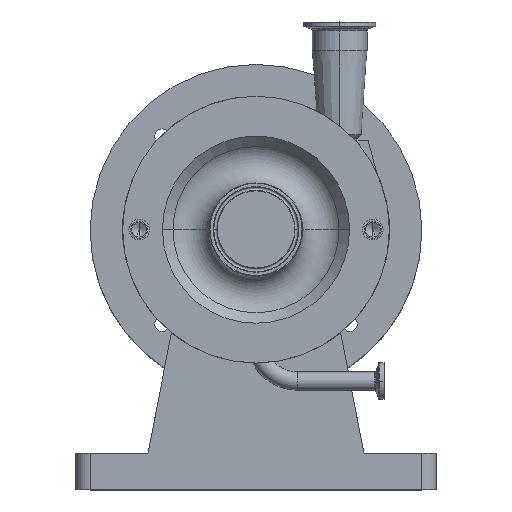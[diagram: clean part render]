
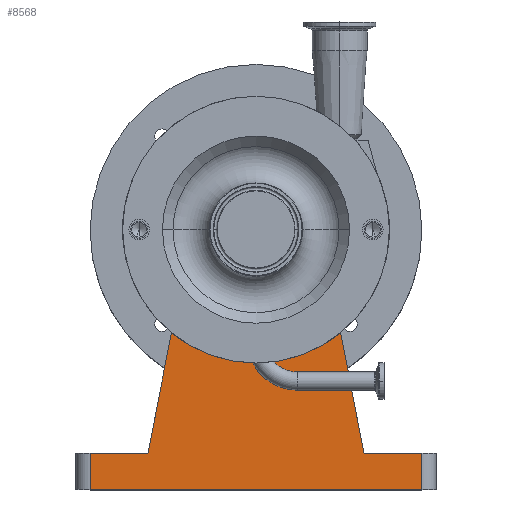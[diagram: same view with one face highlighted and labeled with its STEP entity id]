
A CAD part, top view. The second image highlights one B-rep face of the part: STEP entity #8568.
In plain terms, the highlighted planar face has unit normal (0, 0, 1).
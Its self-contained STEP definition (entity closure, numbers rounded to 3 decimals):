
#1098 = CARTESIAN_POINT ( 'NONE',  ( -74.91, -155., 125. ) ) ;
#1101 = DIRECTION ( 'NONE',  ( 1., 0., 0. ) ) ;
#1102 = VECTOR ( 'NONE', #1101, 1000. ) ;
#1103 = CARTESIAN_POINT ( 'NONE',  ( 125., -155., 125. ) ) ;
#1111 = LINE ( 'NONE', #1103, #1102 ) ;
#2054 = EDGE_CURVE ( 'NONE', #9134, #2059, #1111, .T. ) ;
#2059 = VERTEX_POINT ( 'NONE', #1098 ) ;
#3374 = CARTESIAN_POINT ( 'NONE',  ( -47.697, -15., 125. ) ) ;
#3459 = CIRCLE ( 'NONE', #3511, 50. ) ;
#3462 = CARTESIAN_POINT ( 'NONE',  ( 47.697, -15., 125. ) ) ;
#3508 = DIRECTION ( 'NONE',  ( 1., 0., 0. ) ) ;
#3509 = DIRECTION ( 'NONE',  ( 0., 0., -1. ) ) ;
#3510 = CARTESIAN_POINT ( 'NONE',  ( 0., 0., 125. ) ) ;
#3511 = AXIS2_PLACEMENT_3D ( 'NONE', #3510, #3509, #3508 ) ;
#4957 = AXIS2_PLACEMENT_3D ( 'NONE', #4996, #4995, #4981 ) ;
#4981 = DIRECTION ( 'NONE',  ( -1., 0., 0. ) ) ;
#4985 = PLANE ( 'NONE',  #4957 ) ;
#4995 = DIRECTION ( 'NONE',  ( 0., 0., -1. ) ) ;
#4996 = CARTESIAN_POINT ( 'NONE',  ( 125., -155., 125. ) ) ;
#5000 = FACE_OUTER_BOUND ( 'NONE', #8542, .T. ) ;
#5054 = DIRECTION ( 'NONE',  ( -0.191, -0.982, 0. ) ) ;
#5060 = VECTOR ( 'NONE', #5054, 1000. ) ;
#5061 = CARTESIAN_POINT ( 'NONE',  ( -47.697, -15., 125. ) ) ;
#5062 = LINE ( 'NONE', #5061, #5060 ) ;
#5065 = LINE ( 'NONE', #5121, #5120 ) ;
#5119 = DIRECTION ( 'NONE',  ( -0.191, 0.982, 0. ) ) ;
#5120 = VECTOR ( 'NONE', #5119, 1000. ) ;
#5121 = CARTESIAN_POINT ( 'NONE',  ( 74.91, -155., 125. ) ) ;
#5866 = DIRECTION ( 'NONE',  ( 0., 1., 0. ) ) ;
#5867 = CARTESIAN_POINT ( 'NONE',  ( 115., -180., 125. ) ) ;
#5869 = VECTOR ( 'NONE', #5866, 1000. ) ;
#5870 = CARTESIAN_POINT ( 'NONE',  ( 115., -155., 125. ) ) ;
#5871 = LINE ( 'NONE', #5870, #5869 ) ;
#5875 = CARTESIAN_POINT ( 'NONE',  ( 115., -155., 125. ) ) ;
#5901 = DIRECTION ( 'NONE',  ( 1., 0., 0. ) ) ;
#5902 = VECTOR ( 'NONE', #5901, 1000. ) ;
#5912 = CARTESIAN_POINT ( 'NONE',  ( -115., -155., 125. ) ) ;
#5916 = CARTESIAN_POINT ( 'NONE',  ( -115., -180., 125. ) ) ;
#5923 = LINE ( 'NONE', #5927, #5902 ) ;
#5927 = CARTESIAN_POINT ( 'NONE',  ( 125., -180., 125. ) ) ;
#5961 = DIRECTION ( 'NONE',  ( 0., -1., 0. ) ) ;
#5962 = VECTOR ( 'NONE', #5961, 1000. ) ;
#5963 = CARTESIAN_POINT ( 'NONE',  ( -115., -155., 125. ) ) ;
#5966 = LINE ( 'NONE', #5963, #5962 ) ;
#6130 = DIRECTION ( 'NONE',  ( 1., 0., 0. ) ) ;
#6131 = VECTOR ( 'NONE', #6130, 1000. ) ;
#6132 = CARTESIAN_POINT ( 'NONE',  ( 125., -155., 125. ) ) ;
#6133 = LINE ( 'NONE', #6132, #6131 ) ;
#6667 = CARTESIAN_POINT ( 'NONE',  ( 74.91, -155., 125. ) ) ;
#7669 = VERTEX_POINT ( 'NONE', #3374 ) ;
#7711 = EDGE_CURVE ( 'NONE', #7712, #7669, #3459, .T. ) ;
#7712 = VERTEX_POINT ( 'NONE', #3462 ) ;
#8542 = EDGE_LOOP ( 'NONE', ( #8570, #8578, #8543, #8566, #8551, #8552, #8669, #8659 ) ) ;
#8543 = ORIENTED_EDGE ( 'NONE', *, *, #9129, .T. ) ;
#8551 = ORIENTED_EDGE ( 'NONE', *, *, #9452, .F. ) ;
#8552 = ORIENTED_EDGE ( 'NONE', *, *, #8634, .T. ) ;
#8566 = ORIENTED_EDGE ( 'NONE', *, *, #9076, .T. ) ;
#8568 = ADVANCED_FACE ( 'NONE', ( #5000 ), #4985, .F. ) ;
#8570 = ORIENTED_EDGE ( 'NONE', *, *, #2054, .F. ) ;
#8578 = ORIENTED_EDGE ( 'NONE', *, *, #9131, .T. ) ;
#8599 = EDGE_CURVE ( 'NONE', #7669, #2059, #5062, .T. ) ;
#8634 = EDGE_CURVE ( 'NONE', #9445, #7712, #5065, .T. ) ;
#8659 = ORIENTED_EDGE ( 'NONE', *, *, #8599, .T. ) ;
#8669 = ORIENTED_EDGE ( 'NONE', *, *, #7711, .T. ) ;
#9076 = EDGE_CURVE ( 'NONE', #9078, #9084, #5871, .T. ) ;
#9078 = VERTEX_POINT ( 'NONE', #5867 ) ;
#9084 = VERTEX_POINT ( 'NONE', #5875 ) ;
#9129 = EDGE_CURVE ( 'NONE', #9135, #9078, #5923, .T. ) ;
#9131 = EDGE_CURVE ( 'NONE', #9134, #9135, #5966, .T. ) ;
#9134 = VERTEX_POINT ( 'NONE', #5912 ) ;
#9135 = VERTEX_POINT ( 'NONE', #5916 ) ;
#9445 = VERTEX_POINT ( 'NONE', #6667 ) ;
#9452 = EDGE_CURVE ( 'NONE', #9445, #9084, #6133, .T. ) ;
